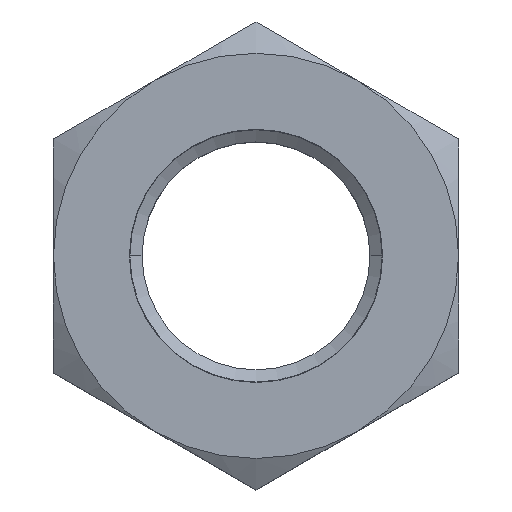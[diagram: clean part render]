
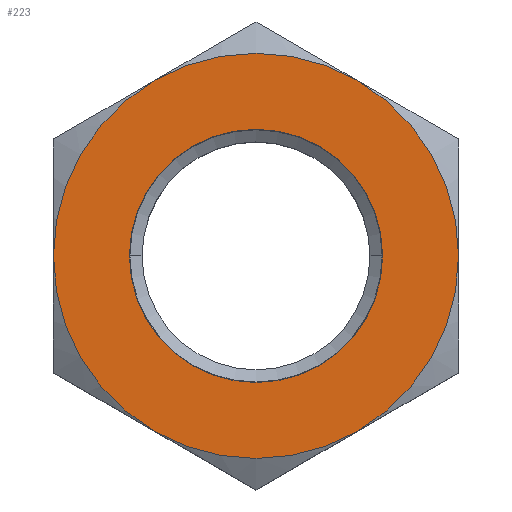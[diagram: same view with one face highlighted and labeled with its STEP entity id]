
A CAD part, top view. The second image highlights one B-rep face of the part: STEP entity #223.
In plain terms, the highlighted planar face has unit normal (0, 0, 1).
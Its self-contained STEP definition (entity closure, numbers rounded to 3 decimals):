
#1 = DIRECTION ( 'NONE',  ( -1., 0., 0. ) ) ;
#4 = DIRECTION ( 'NONE',  ( 1., 0., 0. ) ) ;
#23 = AXIS2_PLACEMENT_3D ( 'NONE', #1321, #568, #941 ) ;
#29 = CIRCLE ( 'NONE', #497, 5. ) ;
#32 = AXIS2_PLACEMENT_3D ( 'NONE', #333, #839, #212 ) ;
#55 = AXIS2_PLACEMENT_3D ( 'NONE', #320, #462, #1556 ) ;
#82 = CARTESIAN_POINT ( 'NONE',  ( -8., 0., 0. ) ) ;
#98 = CARTESIAN_POINT ( 'NONE',  ( 0., 0., 0. ) ) ;
#123 = VERTEX_POINT ( 'NONE', #703 ) ;
#154 = ORIENTED_EDGE ( 'NONE', *, *, #1519, .F. ) ;
#166 = EDGE_CURVE ( 'NONE', #1522, #1354, #1520, .T. ) ;
#201 = DIRECTION ( 'NONE',  ( 1., 0., 0. ) ) ;
#212 = DIRECTION ( 'NONE',  ( -1., 0., 0. ) ) ;
#214 = VERTEX_POINT ( 'NONE', #305 ) ;
#223 = ADVANCED_FACE ( 'NONE', ( #823, #811 ), #291, .F. ) ;
#234 = VERTEX_POINT ( 'NONE', #536 ) ;
#237 = EDGE_LOOP ( 'NONE', ( #1491, #579, #888, #1023, #1033, #1586 ) ) ;
#272 = DIRECTION ( 'NONE',  ( 0., 0., -1. ) ) ;
#291 = PLANE ( 'NONE',  #23 ) ;
#305 = CARTESIAN_POINT ( 'NONE',  ( 4., 6.928, 0. ) ) ;
#320 = CARTESIAN_POINT ( 'NONE',  ( 0., 0., 0. ) ) ;
#333 = CARTESIAN_POINT ( 'NONE',  ( 0., 0., 0. ) ) ;
#372 = DIRECTION ( 'NONE',  ( 0., 0., 1. ) ) ;
#441 = VERTEX_POINT ( 'NONE', #1318 ) ;
#462 = DIRECTION ( 'NONE',  ( 0., 0., -1. ) ) ;
#472 = DIRECTION ( 'NONE',  ( 0., 0., 1. ) ) ;
#473 = AXIS2_PLACEMENT_3D ( 'NONE', #1116, #989, #1 ) ;
#497 = AXIS2_PLACEMENT_3D ( 'NONE', #1327, #472, #201 ) ;
#516 = EDGE_CURVE ( 'NONE', #441, #214, #1467, .T. ) ;
#536 = CARTESIAN_POINT ( 'NONE',  ( -5., 0., 0. ) ) ;
#568 = DIRECTION ( 'NONE',  ( 0., 0., -1. ) ) ;
#579 = ORIENTED_EDGE ( 'NONE', *, *, #932, .F. ) ;
#639 = ORIENTED_EDGE ( 'NONE', *, *, #1237, .F. ) ;
#643 = DIRECTION ( 'NONE',  ( -1., 0., 0. ) ) ;
#703 = CARTESIAN_POINT ( 'NONE',  ( 4., -6.928, 0. ) ) ;
#716 = CIRCLE ( 'NONE', #473, 8. ) ;
#766 = AXIS2_PLACEMENT_3D ( 'NONE', #1488, #272, #643 ) ;
#811 = FACE_OUTER_BOUND ( 'NONE', #237, .T. ) ;
#823 = FACE_BOUND ( 'NONE', #879, .T. ) ;
#839 = DIRECTION ( 'NONE',  ( 0., 0., -1. ) ) ;
#854 = EDGE_CURVE ( 'NONE', #123, #982, #1185, .T. ) ;
#879 = EDGE_LOOP ( 'NONE', ( #639, #154 ) ) ;
#888 = ORIENTED_EDGE ( 'NONE', *, *, #854, .F. ) ;
#893 = AXIS2_PLACEMENT_3D ( 'NONE', #1511, #372, #1022 ) ;
#897 = CARTESIAN_POINT ( 'NONE',  ( 0., 0., 0. ) ) ;
#932 = EDGE_CURVE ( 'NONE', #982, #1522, #716, .T. ) ;
#941 = DIRECTION ( 'NONE',  ( -1., 0., 0. ) ) ;
#982 = VERTEX_POINT ( 'NONE', #1249 ) ;
#989 = DIRECTION ( 'NONE',  ( 0., 0., -1. ) ) ;
#1001 = CIRCLE ( 'NONE', #1131, 8. ) ;
#1022 = DIRECTION ( 'NONE',  ( 1., 0., 0. ) ) ;
#1023 = ORIENTED_EDGE ( 'NONE', *, *, #1101, .F. ) ;
#1033 = ORIENTED_EDGE ( 'NONE', *, *, #516, .T. ) ;
#1055 = AXIS2_PLACEMENT_3D ( 'NONE', #98, #1132, #4 ) ;
#1059 = CIRCLE ( 'NONE', #893, 5. ) ;
#1101 = EDGE_CURVE ( 'NONE', #441, #123, #1001, .T. ) ;
#1116 = CARTESIAN_POINT ( 'NONE',  ( 0., 0., 0. ) ) ;
#1132 = DIRECTION ( 'NONE',  ( 0., 0., 1. ) ) ;
#1131 = AXIS2_PLACEMENT_3D ( 'NONE', #897, #1278, #1143 ) ;
#1143 = DIRECTION ( 'NONE',  ( -1., 0., 0. ) ) ;
#1185 = CIRCLE ( 'NONE', #55, 8. ) ;
#1227 = EDGE_CURVE ( 'NONE', #1354, #214, #1595, .T. ) ;
#1237 = EDGE_CURVE ( 'NONE', #1460, #234, #1059, .T. ) ;
#1249 = CARTESIAN_POINT ( 'NONE',  ( -4., -6.928, 0. ) ) ;
#1278 = DIRECTION ( 'NONE',  ( 0., 0., -1. ) ) ;
#1318 = CARTESIAN_POINT ( 'NONE',  ( 8., 0., 0. ) ) ;
#1319 = CARTESIAN_POINT ( 'NONE',  ( -4., 6.928, 0. ) ) ;
#1321 = CARTESIAN_POINT ( 'NONE',  ( 0., 9.238, 0. ) ) ;
#1327 = CARTESIAN_POINT ( 'NONE',  ( 0., 0., 0. ) ) ;
#1354 = VERTEX_POINT ( 'NONE', #1319 ) ;
#1460 = VERTEX_POINT ( 'NONE', #1551 ) ;
#1467 = CIRCLE ( 'NONE', #1055, 8. ) ;
#1488 = CARTESIAN_POINT ( 'NONE',  ( 0., 0., 0. ) ) ;
#1491 = ORIENTED_EDGE ( 'NONE', *, *, #166, .F. ) ;
#1511 = CARTESIAN_POINT ( 'NONE',  ( 0., 0., 0. ) ) ;
#1519 = EDGE_CURVE ( 'NONE', #234, #1460, #29, .T. ) ;
#1520 = CIRCLE ( 'NONE', #32, 8. ) ;
#1522 = VERTEX_POINT ( 'NONE', #82 ) ;
#1551 = CARTESIAN_POINT ( 'NONE',  ( 5., 0., 0. ) ) ;
#1556 = DIRECTION ( 'NONE',  ( -1., 0., 0. ) ) ;
#1586 = ORIENTED_EDGE ( 'NONE', *, *, #1227, .F. ) ;
#1595 = CIRCLE ( 'NONE', #766, 8. ) ;
